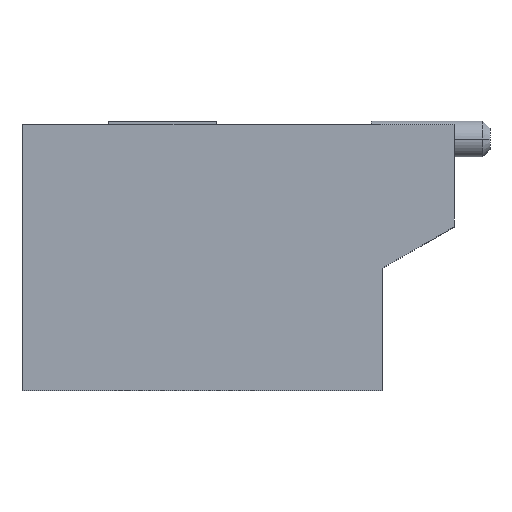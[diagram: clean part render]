
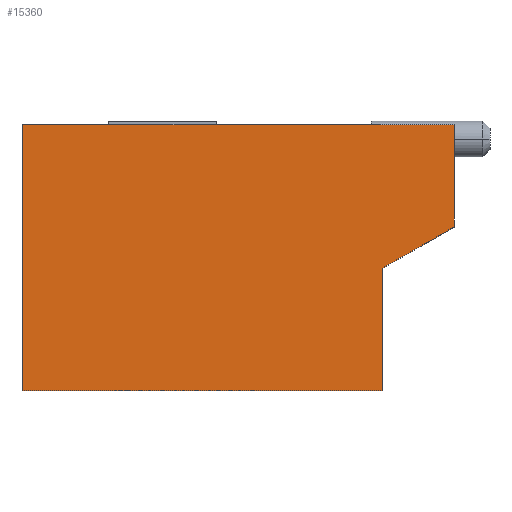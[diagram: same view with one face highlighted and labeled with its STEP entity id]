
A CAD part, left-side view. The second image highlights one B-rep face of the part: STEP entity #15360.
In plain terms, the highlighted planar face has unit normal (-1, 0, 0).
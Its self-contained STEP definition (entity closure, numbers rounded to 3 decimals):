
#8470=CARTESIAN_POINT('',(-13.5,-5.,-0.));
#8480=VERTEX_POINT('',#8470);
#8510=CARTESIAN_POINT('',(-13.5,-5.,1.7));
#8520=DIRECTION('',(0.,0.,-1.));
#8530=VECTOR('',#8520,1.7);
#8540=LINE('',#8510,#8530);
#8550=CARTESIAN_POINT('',(-13.5,-5.,1.7));
#8560=VERTEX_POINT('',#8550);
#8570=EDGE_CURVE('',#8560,#8480,#8540,.T.);
#13600=CARTESIAN_POINT('',(-13.5,0.,3.7));
#13610=VERTEX_POINT('',#13600);
#13640=CARTESIAN_POINT('',(-13.5,0.,3.7));
#13650=DIRECTION('',(0.,0.,-1.));
#13660=VECTOR('',#13650,3.7);
#13670=LINE('',#13640,#13660);
#13680=CARTESIAN_POINT('',(-13.5,0.,0.));
#13690=VERTEX_POINT('',#13680);
#13700=EDGE_CURVE('',#13610,#13690,#13670,.T.);
#14410=CARTESIAN_POINT('',(-13.5,-6.,2.277));
#14420=DIRECTION('',(0.,0.866,-0.5));
#14430=VECTOR('',#14420,1.155);
#14440=LINE('',#14410,#14430);
#14450=CARTESIAN_POINT('',(-13.5,-6.,2.277));
#14460=VERTEX_POINT('',#14450);
#14470=EDGE_CURVE('',#14460,#8560,#14440,.T.);
#15060=CARTESIAN_POINT('',(-13.5,-3.323,0.));
#15070=DIRECTION('',(-1.,-0.,0.));
#15080=DIRECTION('',(0.,-1.,0.));
#15090=AXIS2_PLACEMENT_3D('',#15060,#15070,#15080);
#15100=PLANE('',#15090);
#15110=CARTESIAN_POINT('',(-13.5,-1.1,3.7));
#15120=DIRECTION('',(0.,1.,0.));
#15130=VECTOR('',#15120,1.);
#15140=LINE('',#15110,#15130);
#15150=CARTESIAN_POINT('',(-13.5,-6.,3.7));
#15160=VERTEX_POINT('',#15150);
#15170=EDGE_CURVE('',#15160,#13610,#15140,.T.);
#15180=ORIENTED_EDGE('',*,*,#15170,.T.);
#15190=CARTESIAN_POINT('',(-13.5,-6.,2.277));
#15200=DIRECTION('',(0.,0.,1.));
#15210=VECTOR('',#15200,1.423);
#15220=LINE('',#15190,#15210);
#15230=EDGE_CURVE('',#14460,#15160,#15220,.T.);
#15240=ORIENTED_EDGE('',*,*,#15230,.T.);
#15250=ORIENTED_EDGE('',*,*,#14470,.F.);
#15260=ORIENTED_EDGE('',*,*,#8570,.F.);
#15270=CARTESIAN_POINT('',(-13.5,0.,0.));
#15280=DIRECTION('',(0.,-1.,0.));
#15290=VECTOR('',#15280,0.927);
#15300=LINE('',#15270,#15290);
#15310=EDGE_CURVE('',#13690,#8480,#15300,.T.);
#15320=ORIENTED_EDGE('',*,*,#15310,.T.);
#15330=ORIENTED_EDGE('',*,*,#13700,.T.);
#15340=EDGE_LOOP('',(#15330,#15320,#15260,#15250,#15240,#15180));
#15350=FACE_OUTER_BOUND('',#15340,.T.);
#15360=ADVANCED_FACE('',(#15350),#15100,.T.);
